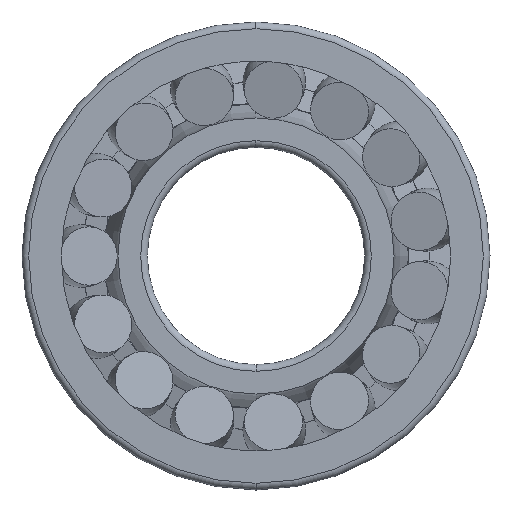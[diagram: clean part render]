
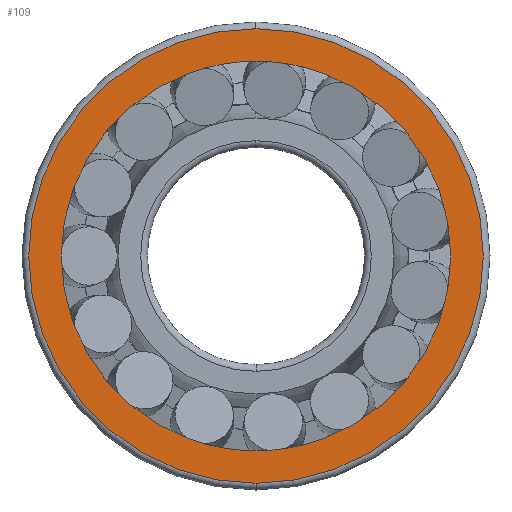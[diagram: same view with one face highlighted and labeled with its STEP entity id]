
A CAD part, left-side view. The second image highlights one B-rep face of the part: STEP entity #109.
In plain terms, the highlighted planar face has unit normal (-1, 0, 0).
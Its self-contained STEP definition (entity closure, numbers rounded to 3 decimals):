
#109=ADVANCED_FACE('',(#375,#376),#377,.T.);
#375=FACE_OUTER_BOUND('',#882,.T.);
#376=FACE_BOUND('',#883,.T.);
#377=PLANE('',#884);
#882=EDGE_LOOP('',(#1636,#1637,#1638));
#883=EDGE_LOOP('',(#1639,#1640,#1641));
#884=AXIS2_PLACEMENT_3D('',#1642,#1643,#1644);
#1636=ORIENTED_EDGE('',*,*,#3208,.F.);
#1637=ORIENTED_EDGE('',*,*,#3207,.F.);
#1638=ORIENTED_EDGE('',*,*,#3249,.F.);
#1639=ORIENTED_EDGE('',*,*,#3253,.T.);
#1640=ORIENTED_EDGE('',*,*,#3186,.T.);
#1641=ORIENTED_EDGE('',*,*,#3254,.T.);
#1642=CARTESIAN_POINT('',(0.,126.25,0.0));
#1643=DIRECTION('',(-1.0,0.,0.0));
#1644=DIRECTION('',(0.,-1.0,0.0));
#3186=EDGE_CURVE('',#3806,#3803,#3807,.T.);
#3207=EDGE_CURVE('',#3845,#3848,#3849,.T.);
#3208=EDGE_CURVE('',#3848,#3850,#3851,.T.);
#3249=EDGE_CURVE('',#3850,#3845,#3908,.T.);
#3253=EDGE_CURVE('',#3913,#3806,#3914,.T.);
#3254=EDGE_CURVE('',#3803,#3913,#3915,.T.);
#3803=VERTEX_POINT('',#4828);
#3806=VERTEX_POINT('',#4831);
#3807=CIRCLE('',#4832,116.5);
#3845=VERTEX_POINT('',#4872);
#3848=VERTEX_POINT('',#4875);
#3849=CIRCLE('',#4876,136.0);
#3850=VERTEX_POINT('',#4877);
#3851=CIRCLE('',#4878,136.0);
#3908=CIRCLE('',#5149,136.0);
#3913=VERTEX_POINT('',#5154);
#3914=CIRCLE('',#5155,116.5);
#3915=CIRCLE('',#5156,116.5);
#4828=CARTESIAN_POINT('',(0.,0.,-116.5));
#4831=CARTESIAN_POINT('',(0.,0.,116.5));
#4832=AXIS2_PLACEMENT_3D('',#9980,#9981,#9982);
#4872=CARTESIAN_POINT('',(0.0,0.,-136.0));
#4875=CARTESIAN_POINT('',(0.0,136.0,0.0));
#4876=AXIS2_PLACEMENT_3D('',#10039,#10040,#10041);
#4877=CARTESIAN_POINT('',(0.0,0.,136.0));
#4878=AXIS2_PLACEMENT_3D('',#10042,#10043,#10044);
#5149=AXIS2_PLACEMENT_3D('',#10112,#10113,#10114);
#5154=CARTESIAN_POINT('',(0.,116.5,0.0));
#5155=AXIS2_PLACEMENT_3D('',#10124,#10125,#10126);
#5156=AXIS2_PLACEMENT_3D('',#10127,#10128,#10129);
#9980=CARTESIAN_POINT('',(0.,0.0,0.0));
#9981=DIRECTION('',(1.0,0.0,0.0));
#9982=DIRECTION('',(0.0,1.0,0.0));
#10039=CARTESIAN_POINT('',(0.0,0.0,0.0));
#10040=DIRECTION('',(1.0,0.0,0.0));
#10041=DIRECTION('',(0.0,1.0,0.0));
#10042=CARTESIAN_POINT('',(0.0,0.0,0.0));
#10043=DIRECTION('',(1.0,0.0,0.0));
#10044=DIRECTION('',(0.0,1.0,0.0));
#10112=CARTESIAN_POINT('',(0.0,0.0,0.0));
#10113=DIRECTION('',(1.0,0.0,0.0));
#10114=DIRECTION('',(0.0,1.0,0.0));
#10124=CARTESIAN_POINT('',(0.,0.0,0.0));
#10125=DIRECTION('',(1.0,0.0,0.0));
#10126=DIRECTION('',(0.0,1.0,0.0));
#10127=CARTESIAN_POINT('',(0.,0.0,0.0));
#10128=DIRECTION('',(1.0,0.0,0.0));
#10129=DIRECTION('',(0.0,1.0,0.0));
